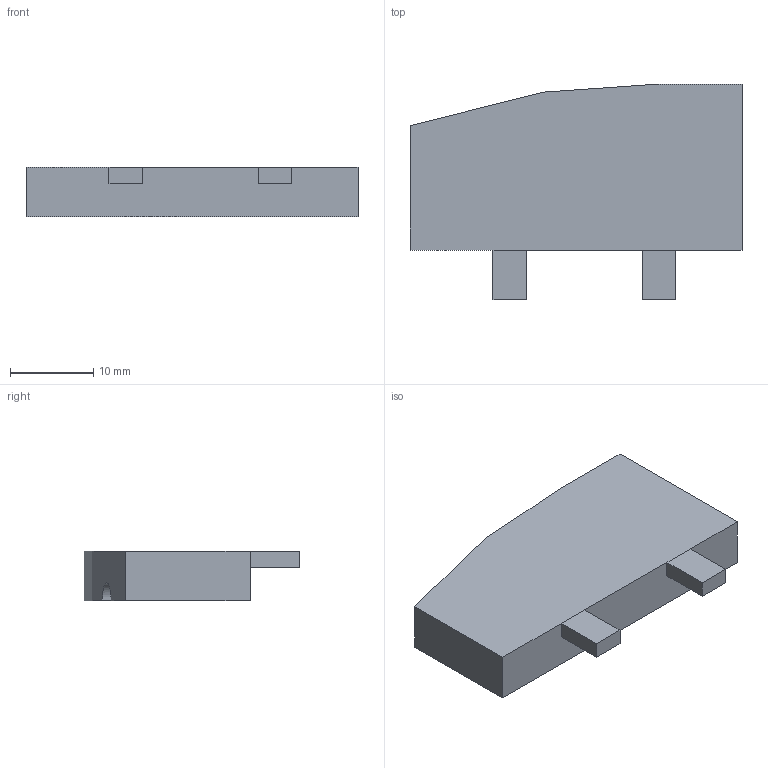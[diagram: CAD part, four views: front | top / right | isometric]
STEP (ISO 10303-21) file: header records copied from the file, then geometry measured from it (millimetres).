
FILE_DESCRIPTION(('FreeCAD Model'),'2;1');
FILE_NAME('test.stp','2016-02-08T13:17:25' ,('FreeCAD'),('FreeCAD'),'Open CASCADE STEP processor 6.8','FreeCAD', 'Unknown');
FILE_SCHEMA(('AUTOMOTIVE_DESIGN_CC2 { 1 2 10303 214 -1 1 5 4 }'));
Length unit declared in the file: millimetre
Products named in the file (1): Open CASCADE STEP translator 6.8 1
Bounding box: 40 x 26 x 6 mm (x, y, z)
Volume: 3469.3 mm3; surface area: 2628.9 mm2
Topology: 1 solids, 1 shells, 43 faces, 110 edges, 71 vertices
Faces by surface type: plane 37, cylinder 6
Full cylindrical faces by diameter (mm): 1.2 x2
Entity records: 2739 total; most frequent: CARTESIAN_POINT 514, DIRECTION 410, LINE 280, VECTOR 280, ORIENTED_EDGE 220, PCURVE 220, DEFINITIONAL_REPRESENTATION 220, EDGE_CURVE 110
